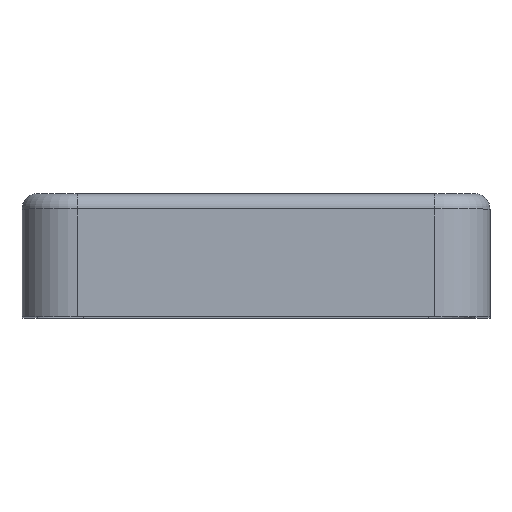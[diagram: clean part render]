
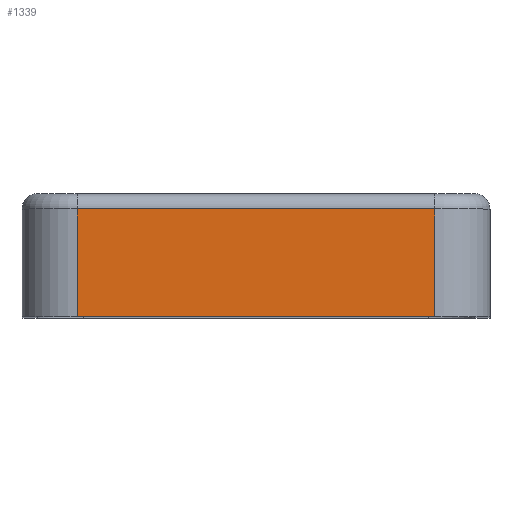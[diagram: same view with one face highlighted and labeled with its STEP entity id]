
A CAD part, top view. The second image highlights one B-rep face of the part: STEP entity #1339.
In plain terms, the highlighted planar face has unit normal (0, 0, 1).
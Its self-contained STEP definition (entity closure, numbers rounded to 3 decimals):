
#69=PLANE('',#1460);
#131=FACE_OUTER_BOUND('',#208,.T.);
#208=EDGE_LOOP('',(#1199,#1200,#1201,#1202));
#346=LINE('',#2170,#494);
#351=LINE('',#2190,#499);
#352=LINE('',#2194,#500);
#353=LINE('',#2195,#501);
#494=VECTOR('',#1775,10.);
#499=VECTOR('',#1792,10.);
#500=VECTOR('',#1797,10.);
#501=VECTOR('',#1798,10.);
#668=VERTEX_POINT('',#2167);
#669=VERTEX_POINT('',#2169);
#678=VERTEX_POINT('',#2189);
#679=VERTEX_POINT('',#2193);
#846=EDGE_CURVE('',#668,#669,#346,.T.);
#856=EDGE_CURVE('',#669,#678,#351,.T.);
#858=EDGE_CURVE('',#679,#668,#352,.T.);
#859=EDGE_CURVE('',#679,#678,#353,.T.);
#1199=ORIENTED_EDGE('',*,*,#856,.F.);
#1200=ORIENTED_EDGE('',*,*,#846,.F.);
#1201=ORIENTED_EDGE('',*,*,#858,.F.);
#1202=ORIENTED_EDGE('',*,*,#859,.T.);
#1339=ADVANCED_FACE('',(#131),#69,.T.);
#1460=AXIS2_PLACEMENT_3D('',#2192,#1795,#1796);
#1775=DIRECTION('',(-1.,0.,0.));
#1792=DIRECTION('',(0.,1.,0.));
#1795=DIRECTION('center_axis',(0.,0.,1.));
#1796=DIRECTION('ref_axis',(-1.,0.,0.));
#1797=DIRECTION('',(0.,-1.,0.));
#1798=DIRECTION('',(-1.,0.,0.));
#2167=CARTESIAN_POINT('',(5.8,-3.5,15.85));
#2169=CARTESIAN_POINT('',(-5.8,-3.5,15.85));
#2170=CARTESIAN_POINT('',(7.6,-3.5,15.85));
#2189=CARTESIAN_POINT('',(-5.8,0.,15.85));
#2190=CARTESIAN_POINT('',(-5.8,0.,15.85));
#2192=CARTESIAN_POINT('Origin',(7.6,0.,15.85));
#2193=CARTESIAN_POINT('',(5.8,0.,15.85));
#2194=CARTESIAN_POINT('',(5.8,0.,15.85));
#2195=CARTESIAN_POINT('',(7.6,0.,15.85));
